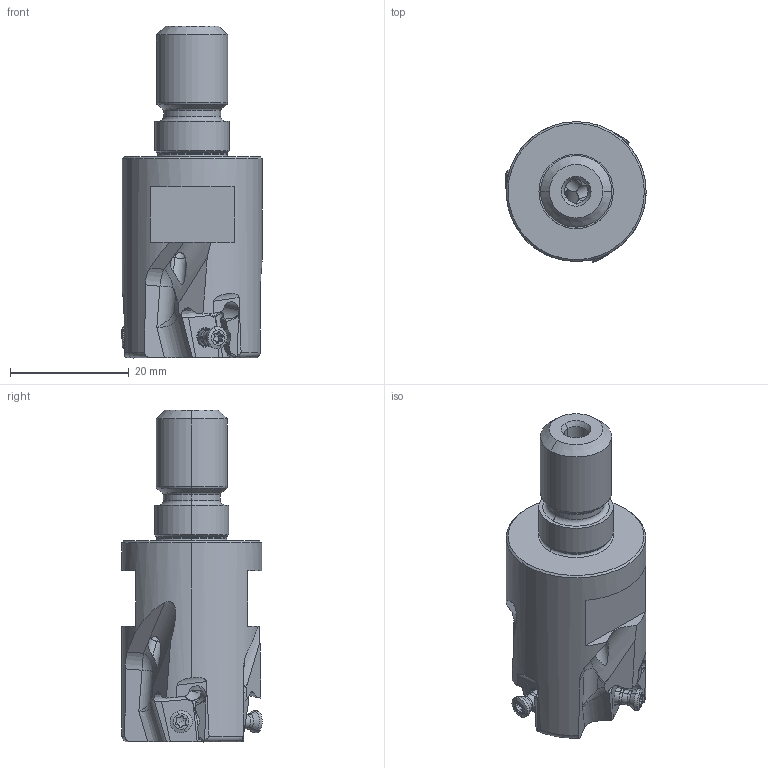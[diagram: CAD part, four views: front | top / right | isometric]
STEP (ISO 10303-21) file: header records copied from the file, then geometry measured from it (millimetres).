
FILE_DESCRIPTION(/* description */ (''),/* implementation_level */ '2;1');
FILE_NAME(/* name */ 'VPX200UR1603AM1235.stp',/* time_stamp */ '2021-09-08T11:38:47+09:00',/* author */ (''),/* organization */ (''),/* preprocessor_version */ 'ST-DEVELOPER v16',/* originating_system */ 'SIEMENS PLM Software NX 10.0',/* authorisation */ '');
FILE_SCHEMA (('AUTOMOTIVE_DESIGN { 1 0 10303 214 3 1 1 1 }'));
Length unit declared in the file: millimetre
Products named in the file (1): VPX200UR1603AM1235_ASM
Bounding box: 23.56 x 23.6 x 55.8 mm (x, y, z)
Volume: 14028.1 mm3; surface area: 5557.8 mm2
Topology: 4 solids, 4 shells, 357 faces, 997 edges, 650 vertices
Faces by surface type: cylinder 146, plane 89, cone 57, torus 32, bspline 15, extrusion 12, sphere 6
Entity records: 15846 total; most frequent: CARTESIAN_POINT 6767, ORIENTED_EDGE 1950, DIRECTION 1819, EDGE_CURVE 975, AXIS2_PLACEMENT_3D 739, VERTEX_POINT 644, EDGE_LOOP 381, ADVANCED_FACE 357
